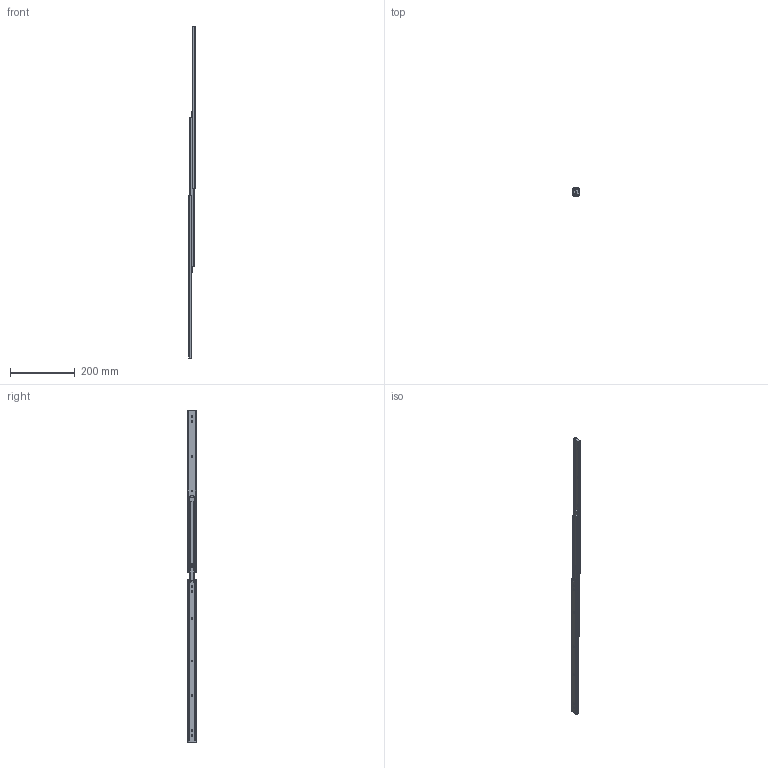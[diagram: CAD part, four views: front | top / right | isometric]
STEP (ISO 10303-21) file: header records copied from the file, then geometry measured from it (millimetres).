
FILE_DESCRIPTION (( 'STEP AP203' ), '1' );
FILE_NAME ('2731M-500.STEP', '2021-01-26T08:25:07', ( '' ), ( '' ), 'SwSTEP 2.0', 'SolidWorks 2019', '' );
FILE_SCHEMA (( 'CONFIG_CONTROL_DESIGN' ));
Length unit declared in the file: millimetre
Products named in the file (5): OM-2731M-500; IM-2731M-500; SBP1015; SBP1017; 2731M-500
Assembly tree (8 placements, depth 2):
  2731M-500
    OM-2731M-500  x2
    SBP1017  x2
    IM-2731M-500  x2
    SBP1015  x2
Bounding box: 19.1 x 27 x 1024.68 mm (x, y, z)
Volume: 93553.6 mm3; surface area: 130535.7 mm2
Topology: 8 solids, 8 shells, 416 faces, 1122 edges, 712 vertices
Faces by surface type: cylinder 208, plane 168, torus 24, sphere 8, bspline 8
Entity records: 7444 total; most frequent: CARTESIAN_POINT 1480, DIRECTION 1159, ORIENTED_EDGE 1114, EDGE_CURVE 557, AXIS2_PLACEMENT_3D 427, VERTEX_POINT 356, LINE 305, VECTOR 305
